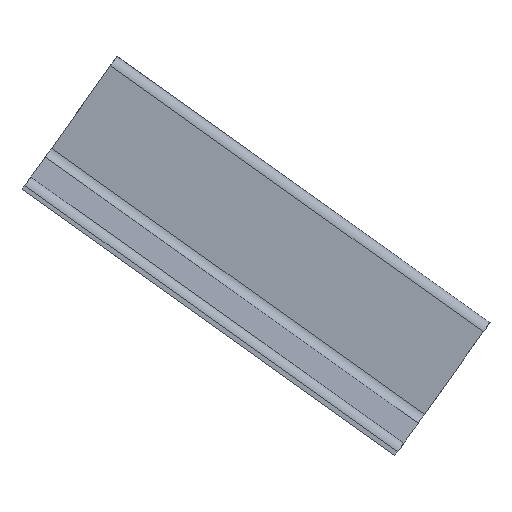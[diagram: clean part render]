
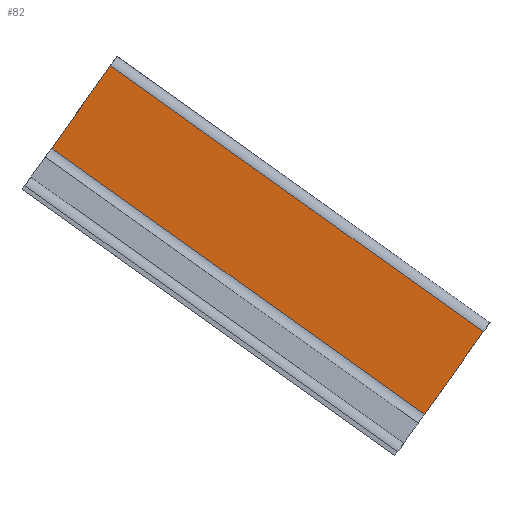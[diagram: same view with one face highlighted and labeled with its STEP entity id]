
A CAD part, top view. The second image highlights one B-rep face of the part: STEP entity #82.
In plain terms, the highlighted free-form (B-spline) face has degree [2, 1] with [3, 2] control points.
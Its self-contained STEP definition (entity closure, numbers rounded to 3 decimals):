
#82=ADVANCED_FACE('',(#142),#956,.T.);
#142=FACE_OUTER_BOUND('',#202,.T.);
#202=EDGE_LOOP('',(#267,#268,#269,#270));
#267=ORIENTED_EDGE('',*,*,#579,.T.);
#268=ORIENTED_EDGE('',*,*,#580,.T.);
#269=ORIENTED_EDGE('',*,*,#581,.F.);
#270=ORIENTED_EDGE('',*,*,#576,.F.);
#576=EDGE_CURVE('',#836,#837,#732,.T.);
#579=EDGE_CURVE('',#836,#839,#735,.T.);
#580=EDGE_CURVE('',#839,#840,#736,.T.);
#581=EDGE_CURVE('',#837,#840,#737,.T.);
#732=(
BOUNDED_CURVE()
B_SPLINE_CURVE(1,(#1190,#1191),.UNSPECIFIED.,.F.,.F.)
B_SPLINE_CURVE_WITH_KNOTS((2,2),(0.,1700.),.UNSPECIFIED.)
CURVE()
GEOMETRIC_REPRESENTATION_ITEM()
RATIONAL_B_SPLINE_CURVE((1.,1.))
REPRESENTATION_ITEM('')
);
#735=(
BOUNDED_CURVE()
B_SPLINE_CURVE(2,(#1197,#1198,#1199),.UNSPECIFIED.,.F.,.F.)
B_SPLINE_CURVE_WITH_KNOTS((3,3),(2051.72,2428.156),
 .UNSPECIFIED.)
CURVE()
GEOMETRIC_REPRESENTATION_ITEM()
RATIONAL_B_SPLINE_CURVE((1.,1.,1.))
REPRESENTATION_ITEM('')
);
#736=(
BOUNDED_CURVE()
B_SPLINE_CURVE(1,(#1200,#1201),.UNSPECIFIED.,.F.,.F.)
B_SPLINE_CURVE_WITH_KNOTS((2,2),(0.,1700.),.UNSPECIFIED.)
CURVE()
GEOMETRIC_REPRESENTATION_ITEM()
RATIONAL_B_SPLINE_CURVE((1.,1.))
REPRESENTATION_ITEM('')
);
#737=(
BOUNDED_CURVE()
B_SPLINE_CURVE(2,(#1202,#1203,#1204),.UNSPECIFIED.,.F.,.F.)
B_SPLINE_CURVE_WITH_KNOTS((3,3),(2051.72,2428.156),
 .UNSPECIFIED.)
CURVE()
GEOMETRIC_REPRESENTATION_ITEM()
RATIONAL_B_SPLINE_CURVE((1.,1.,1.))
REPRESENTATION_ITEM('')
);
#836=VERTEX_POINT('',#1156);
#837=VERTEX_POINT('',#1157);
#839=VERTEX_POINT('',#1159);
#840=VERTEX_POINT('',#1160);
#956=(
BOUNDED_SURFACE()
B_SPLINE_SURFACE(2,1,((#1063,#1064),(#1065,#1066),(#1067,#1068)),
 .UNSPECIFIED.,.F.,.F.,.F.)
B_SPLINE_SURFACE_WITH_KNOTS((3,3),(2,2),(2051.72,2428.156),
(0.,1700.),.UNSPECIFIED.)
GEOMETRIC_REPRESENTATION_ITEM()
RATIONAL_B_SPLINE_SURFACE(((1.,1.),(1.,1.),(1.,1.)))
REPRESENTATION_ITEM('')
SURFACE()
);
#1063=CARTESIAN_POINT('',(1742.632,697.124,459.538));
#1064=CARTESIAN_POINT('',(3126.492,-290.264,459.538));
#1065=CARTESIAN_POINT('',(1633.462,544.118,449.688));
#1066=CARTESIAN_POINT('',(3017.321,-443.27,449.688));
#1067=CARTESIAN_POINT('',(1524.292,391.111,439.837));
#1068=CARTESIAN_POINT('',(2908.151,-596.276,439.837));
#1156=CARTESIAN_POINT('',(1742.632,697.124,459.538));
#1157=CARTESIAN_POINT('',(3126.492,-290.264,459.538));
#1159=CARTESIAN_POINT('',(1524.292,391.111,439.837));
#1160=CARTESIAN_POINT('',(2908.151,-596.276,439.837));
#1190=CARTESIAN_POINT('',(1742.632,697.124,459.538));
#1191=CARTESIAN_POINT('',(3126.492,-290.264,459.538));
#1197=CARTESIAN_POINT('',(1742.632,697.124,459.538));
#1198=CARTESIAN_POINT('',(1633.462,544.118,449.688));
#1199=CARTESIAN_POINT('',(1524.292,391.111,439.837));
#1200=CARTESIAN_POINT('',(1524.292,391.111,439.837));
#1201=CARTESIAN_POINT('',(2908.151,-596.276,439.837));
#1202=CARTESIAN_POINT('',(3126.492,-290.264,459.538));
#1203=CARTESIAN_POINT('',(3017.321,-443.27,449.688));
#1204=CARTESIAN_POINT('',(2908.151,-596.276,439.837));
